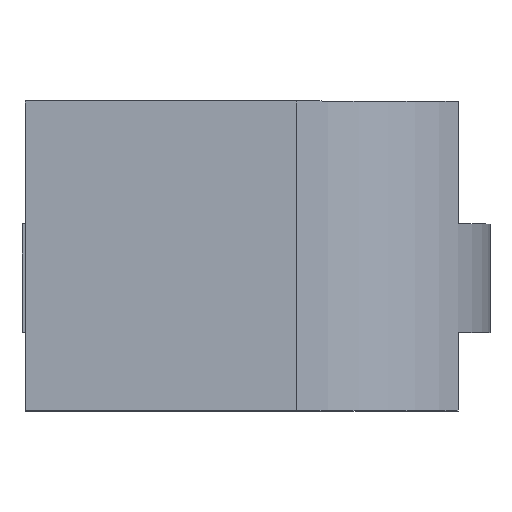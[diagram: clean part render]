
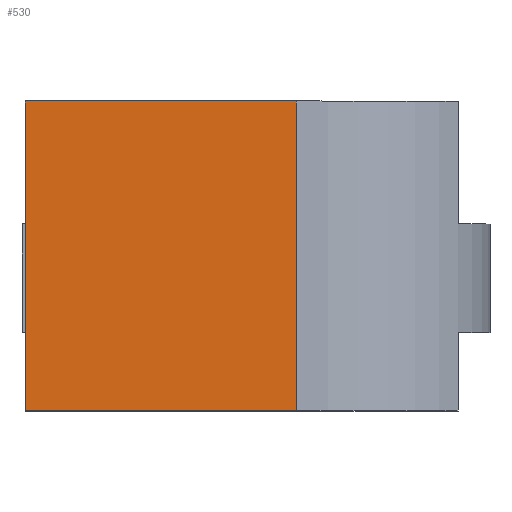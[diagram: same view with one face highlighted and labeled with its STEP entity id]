
A CAD part, top view. The second image highlights one B-rep face of the part: STEP entity #530.
In plain terms, the highlighted planar face has unit normal (0, 0, 1).
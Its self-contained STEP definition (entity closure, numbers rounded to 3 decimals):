
#27=PLANE('',#577);
#50=FACE_OUTER_BOUND('',#79,.T.);
#79=EDGE_LOOP('',(#407,#408,#409,#410));
#109=LINE('',#762,#172);
#119=LINE('',#783,#182);
#130=LINE('',#809,#193);
#131=LINE('',#810,#194);
#172=VECTOR('',#617,10.);
#182=VECTOR('',#631,10.);
#193=VECTOR('',#654,10.);
#194=VECTOR('',#655,10.);
#250=VERTEX_POINT('',#759);
#251=VERTEX_POINT('',#761);
#260=VERTEX_POINT('',#781);
#269=VERTEX_POINT('',#808);
#300=EDGE_CURVE('',#250,#251,#109,.T.);
#311=EDGE_CURVE('',#260,#250,#119,.T.);
#324=EDGE_CURVE('',#269,#260,#130,.T.);
#325=EDGE_CURVE('',#251,#269,#131,.T.);
#407=ORIENTED_EDGE('',*,*,#300,.F.);
#408=ORIENTED_EDGE('',*,*,#311,.F.);
#409=ORIENTED_EDGE('',*,*,#324,.F.);
#410=ORIENTED_EDGE('',*,*,#325,.F.);
#530=ADVANCED_FACE('',(#50),#27,.F.);
#577=AXIS2_PLACEMENT_3D('',#807,#652,#653);
#617=DIRECTION('',(0.,-1.,0.));
#631=DIRECTION('',(1.,0.,0.));
#652=DIRECTION('center_axis',(0.,0.,-1.));
#653=DIRECTION('ref_axis',(-1.,0.,0.));
#654=DIRECTION('',(0.,1.,0.));
#655=DIRECTION('',(-1.,0.,0.));
#759=CARTESIAN_POINT('',(160.,59.094,293.5));
#761=CARTESIAN_POINT('',(160.,19.094,293.5));
#762=CARTESIAN_POINT('',(160.,31.594,293.5));
#781=CARTESIAN_POINT('',(125.,59.094,293.5));
#783=CARTESIAN_POINT('',(125.,59.094,293.5));
#807=CARTESIAN_POINT('Origin',(125.,54.094,293.5));
#808=CARTESIAN_POINT('',(125.,19.094,293.5));
#809=CARTESIAN_POINT('',(125.,31.594,293.5));
#810=CARTESIAN_POINT('',(125.,19.094,293.5));
